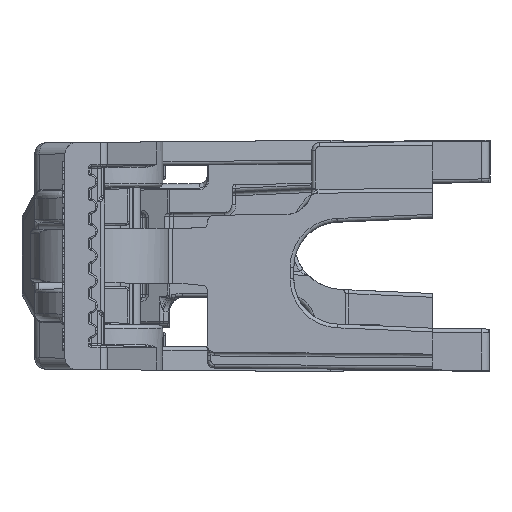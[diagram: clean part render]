
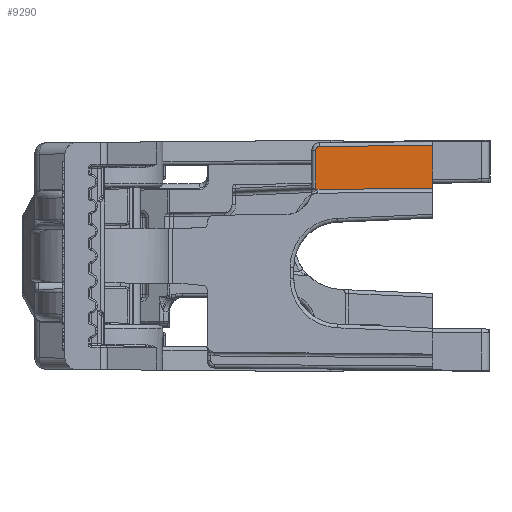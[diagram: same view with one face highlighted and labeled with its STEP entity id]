
A CAD part, front view. The second image highlights one B-rep face of the part: STEP entity #9290.
In plain terms, the highlighted planar face has unit normal (-0.009, -1, 0).
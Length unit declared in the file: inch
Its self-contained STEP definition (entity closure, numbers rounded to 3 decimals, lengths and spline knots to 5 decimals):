
#2119 = EDGE_CURVE ( 'NONE', #22698, #53162, #66682, .T. ) ;
#2169 = DIRECTION ( 'NONE',  ( 0., 0., 1. ) ) ;
#2390 = CARTESIAN_POINT ( 'NONE',  ( 0.73333, -2.92579, 0.1748 ) ) ;
#9121 = ORIENTED_EDGE ( 'NONE', *, *, #21047, .T. ) ;
#9290 = ADVANCED_FACE ( 'NONE', ( #64223 ), #108335, .T. ) ;
#10548 = ORIENTED_EDGE ( 'NONE', *, *, #97383, .T. ) ;
#11635 = VECTOR ( 'NONE', #2169, 39.37008 ) ;
#14770 = LINE ( 'NONE', #127528, #42347 ) ;
#20048 = LINE ( 'NONE', #24477, #99211 ) ;
#21047 = EDGE_CURVE ( 'NONE', #47020, #30662, #133349, .T. ) ;
#21708 = CARTESIAN_POINT ( 'NONE',  ( 0.73448, -2.9258, 0.1738 ) ) ;
#22698 = VERTEX_POINT ( 'NONE', #58875 ) ;
#24477 = CARTESIAN_POINT ( 'NONE',  ( 1.03858, -2.92845, 0.29582 ) ) ;
#26156 = DIRECTION ( 'NONE',  ( -0.009, -1., 0. ) ) ;
#29999 = CARTESIAN_POINT ( 'NONE',  ( 0.73576, -2.92581, 0.28277 ) ) ;
#30662 = VERTEX_POINT ( 'NONE', #96012 ) ;
#31624 = CARTESIAN_POINT ( 'NONE',  ( 0.73338, -2.92579, 0.29582 ) ) ;
#37884 = EDGE_CURVE ( 'NONE', #30662, #53162, #111448, .T. ) ;
#40418 = CARTESIAN_POINT ( 'NONE',  ( 0.73463, -2.9258, 0.28115 ) ) ;
#42347 = VECTOR ( 'NONE', #55404, 39.37008 ) ;
#46071 = ORIENTED_EDGE ( 'NONE', *, *, #37884, .T. ) ;
#47020 = VERTEX_POINT ( 'NONE', #92272 ) ;
#47244 = ORIENTED_EDGE ( 'NONE', *, *, #90843, .T. ) ;
#50852 = CARTESIAN_POINT ( 'NONE',  ( 0.73361, -2.92579, 0.27877 ) ) ;
#51775 = ORIENTED_EDGE ( 'NONE', *, *, #68492, .T. ) ;
#52083 = VERTEX_POINT ( 'NONE', #64171 ) ;
#53162 = VERTEX_POINT ( 'NONE', #83191 ) ;
#54034 = CARTESIAN_POINT ( 'NONE',  ( 0.73335, -2.92579, 0.17596 ) ) ;
#55404 = DIRECTION ( 'NONE',  ( 1., -0.009, 0.009 ) ) ;
#58875 = CARTESIAN_POINT ( 'NONE',  ( 0.73338, -2.92579, 0.17711 ) ) ;
#61290 = CARTESIAN_POINT ( 'NONE',  ( 0.73338, -2.92579, 0.27631 ) ) ;
#63788 = CARTESIAN_POINT ( 'NONE',  ( 0.73686, -2.92582, 0.17389 ) ) ;
#64171 = CARTESIAN_POINT ( 'NONE',  ( 1.03858, -2.92845, 0.17652 ) ) ;
#64223 = FACE_OUTER_BOUND ( 'NONE', #91293, .T. ) ;
#66041 = B_SPLINE_CURVE_WITH_KNOTS ( 'NONE', 3,
 ( #73710, #21708, #125502, #63788 ),
 .UNSPECIFIED., .F., .F.,
 ( 4, 4 ),
 ( 0., 1. ),
 .UNSPECIFIED. ) ;
#66682 = LINE ( 'NONE', #31624, #11635 ) ;
#68492 = EDGE_CURVE ( 'NONE', #52083, #47020, #20048, .T. ) ;
#70140 = AXIS2_PLACEMENT_3D ( 'NONE', #88024, #26156, #98417 ) ;
#71184 = CARTESIAN_POINT ( 'NONE',  ( 0.74314, -2.92588, 0.28615 ) ) ;
#73710 = CARTESIAN_POINT ( 'NONE',  ( 0.7333, -2.92579, 0.17365 ) ) ;
#74796 = CARTESIAN_POINT ( 'NONE',  ( 0.7333, -2.92579, 0.17365 ) ) ;
#76719 = ORIENTED_EDGE ( 'NONE', *, *, #2119, .F. ) ;
#78512 = VECTOR ( 'NONE', #93216, 39.37008 ) ;
#81565 = CARTESIAN_POINT ( 'NONE',  ( 0.74045, -2.92585, 0.28613 ) ) ;
#83191 = CARTESIAN_POINT ( 'NONE',  ( 0.73338, -2.92579, 0.27631 ) ) ;
#85306 = ORIENTED_EDGE ( 'NONE', *, *, #103950, .T. ) ;
#86338 = DIRECTION ( 'NONE',  ( 0., 0., 1. ) ) ;
#86757 = CARTESIAN_POINT ( 'NONE',  ( 0.73686, -2.92582, 0.17389 ) ) ;
#88024 = CARTESIAN_POINT ( 'NONE',  ( 0.72362, -2.92571, 0.29582 ) ) ;
#90843 = EDGE_CURVE ( 'NONE', #104996, #52083, #14770, .T. ) ;
#91293 = EDGE_LOOP ( 'NONE', ( #76719, #85306, #10548, #47244, #51775, #9121, #46071 ) ) ;
#91918 = CARTESIAN_POINT ( 'NONE',  ( 0.7381, -2.92583, 0.28511 ) ) ;
#92272 = CARTESIAN_POINT ( 'NONE',  ( 1.03858, -2.92845, 0.28873 ) ) ;
#93216 = DIRECTION ( 'NONE',  ( -1., 0.009, -0.009 ) ) ;
#94985 = CARTESIAN_POINT ( 'NONE',  ( 1.03858, -2.92845, 0.28873 ) ) ;
#96012 = CARTESIAN_POINT ( 'NONE',  ( 0.74314, -2.92588, 0.28615 ) ) ;
#97383 = EDGE_CURVE ( 'NONE', #111279, #104996, #66041, .T. ) ;
#98417 = DIRECTION ( 'NONE',  ( 1., -0.009, 0. ) ) ;
#99211 = VECTOR ( 'NONE', #86338, 39.37008 ) ;
#102282 = CARTESIAN_POINT ( 'NONE',  ( 0.73535, -2.92581, 0.28226 ) ) ;
#103950 = EDGE_CURVE ( 'NONE', #22698, #111279, #114769, .T. ) ;
#104996 = VERTEX_POINT ( 'NONE', #86757 ) ;
#108335 = PLANE ( 'NONE',  #70140 ) ;
#111279 = VERTEX_POINT ( 'NONE', #112875 ) ;
#111448 = B_SPLINE_CURVE_WITH_KNOTS ( 'NONE', 3,
 ( #71184, #81565, #91918, #29999, #102282, #40418, #112701, #50852, #122994, #61290 ),
 .UNSPECIFIED., .F., .F.,
 ( 4, 2, 2, 2, 4 ),
 ( 0., 0.5, 0.625, 0.75, 1. ),
 .UNSPECIFIED. ) ;
#112701 = CARTESIAN_POINT ( 'NONE',  ( 0.73429, -2.9258, 0.28049 ) ) ;
#112875 = CARTESIAN_POINT ( 'NONE',  ( 0.7333, -2.92579, 0.17365 ) ) ;
#114769 = B_SPLINE_CURVE_WITH_KNOTS ( 'NONE', 3,
 ( #126146, #54034, #2390, #74796 ),
 .UNSPECIFIED., .F., .F.,
 ( 4, 4 ),
 ( 0., 1. ),
 .UNSPECIFIED. ) ;
#122994 = CARTESIAN_POINT ( 'NONE',  ( 0.73338, -2.92579, 0.27757 ) ) ;
#125502 = CARTESIAN_POINT ( 'NONE',  ( 0.73567, -2.92581, 0.17388 ) ) ;
#126146 = CARTESIAN_POINT ( 'NONE',  ( 0.73338, -2.92579, 0.17711 ) ) ;
#127528 = CARTESIAN_POINT ( 'NONE',  ( 0.72697, -2.92573, 0.17381 ) ) ;
#133349 = LINE ( 'NONE', #94985, #78512 ) ;
